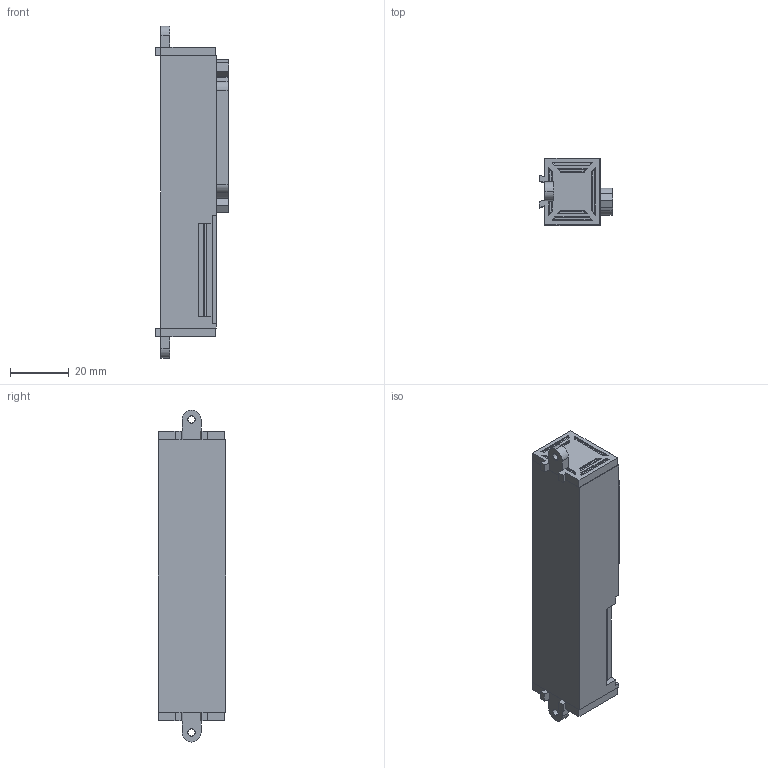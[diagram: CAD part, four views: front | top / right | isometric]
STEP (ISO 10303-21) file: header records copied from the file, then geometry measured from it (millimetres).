
FILE_DESCRIPTION (( 'STEP AP203' ), '1' );
FILE_NAME ('MCS100 ASS''Y.STEP', '2013-02-05T01:12:19', ( '' ), ( '' ), 'SwSTEP 2.0', 'SolidWorks 2008', '' );
FILE_SCHEMA (( 'CONFIG_CONTROL_DESIGN' ));
Length unit declared in the file: millimetre
Products named in the file (3): MCS100_ル遽; MCS100 ASS''Y; SF6000 Body cover gsket_ル遽
Assembly tree (3 placements, depth 2):
  MCS100 ASS''Y
    MCS100_ル遽
    SF6000 Body cover gsket_ル遽  x2
Bounding box: 25.1 x 23 x 113.5 mm (x, y, z)
Volume: 40264.6 mm3; surface area: 14385.6 mm2
Topology: 11 solids, 11 shells, 621 faces, 1557 edges, 986 vertices
Faces by surface type: plane 501, cylinder 70, sphere 50
Entity records: 15940 total; most frequent: CARTESIAN_POINT 2719, ORIENTED_EDGE 2620, DIRECTION 2607, EDGE_CURVE 1310, VECTOR 1103, LINE 1103, VERTEX_POINT 864, AXIS2_PLACEMENT_3D 752
